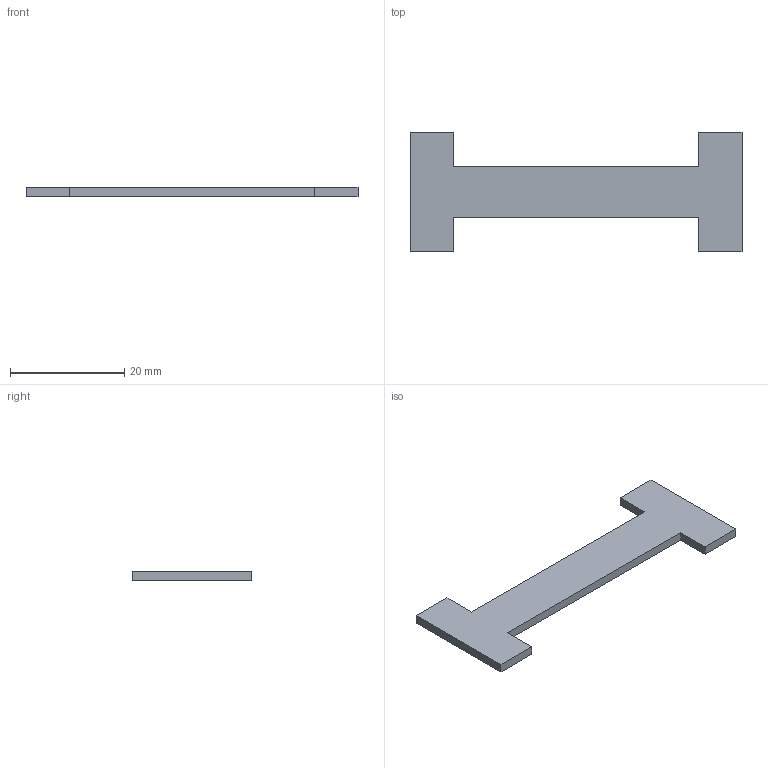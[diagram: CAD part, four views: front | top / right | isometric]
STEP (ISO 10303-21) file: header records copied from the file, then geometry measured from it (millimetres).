
FILE_DESCRIPTION(('KiCad electronic assembly'),'2;1');
FILE_NAME('straight stick.STEP','2022-07-15T11:15:07',('Pcbnew'),( 'Kicad'),'Open CASCADE STEP processor 7.6','KiCad to STEP converter' ,'Unknown');
FILE_SCHEMA(('AUTOMOTIVE_DESIGN { 1 0 10303 214 1 1 1 1 }'));
Length unit declared in the file: millimetre
Products named in the file (2): straight stick 1; Adafruit NeoPixel 8 Stick PCB
Assembly tree (1 placements, depth 2):
  straight stick 1
    Adafruit NeoPixel 8 Stick PCB
Bounding box: 58.17 x 21 x 1.6 mm (x, y, z)
Volume: 1122.6 mm3; surface area: 1695.4 mm2
Topology: 1 solids, 1 shells, 14 faces, 36 edges, 24 vertices
Faces by surface type: plane 14
Entity records: 935 total; most frequent: CARTESIAN_POINT 148, DIRECTION 140, LINE 108, VECTOR 108, ORIENTED_EDGE 72, PCURVE 72, DEFINITIONAL_REPRESENTATION 72, EDGE_CURVE 36
